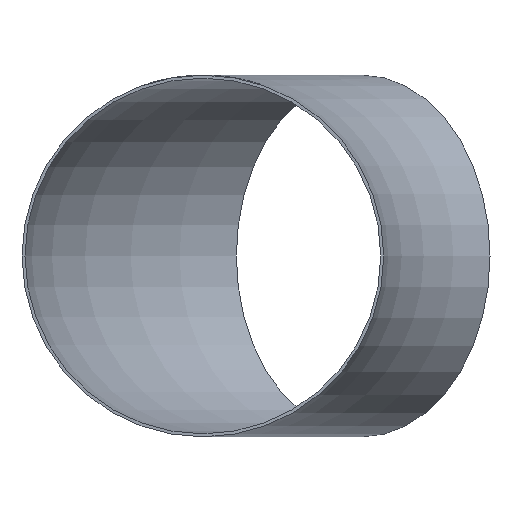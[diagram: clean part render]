
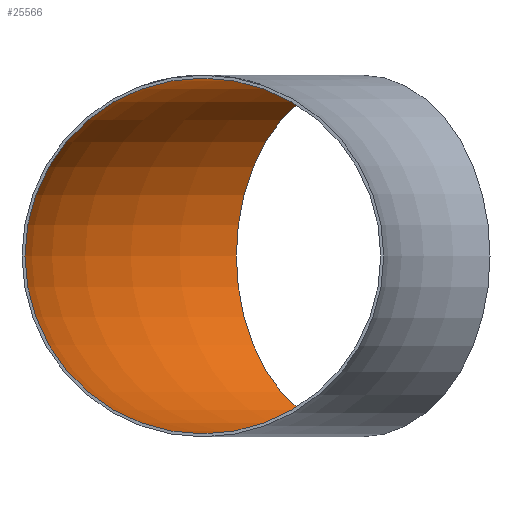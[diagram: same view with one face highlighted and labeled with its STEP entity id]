
A CAD part, front view. The second image highlights one B-rep face of the part: STEP entity #25566.
In plain terms, the highlighted toroidal (fillet/blend) face has major radius 914 mm and minor radius 299 mm.
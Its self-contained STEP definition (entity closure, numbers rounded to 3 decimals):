
#3590 = CIRCLE ( 'NONE', #14726, 299. ) ;
#3775 = VERTEX_POINT ( 'NONE', #34465 ) ;
#3802 = EDGE_LOOP ( 'NONE', ( #31268 ) ) ;
#5787 = FACE_OUTER_BOUND ( 'NONE', #3802, .T. ) ;
#6253 = VERTEX_POINT ( 'NONE', #6855 ) ;
#6855 = CARTESIAN_POINT ( 'NONE',  ( -914., 0., 299. ) ) ;
#8648 = DIRECTION ( 'NONE',  ( -1., 0., 0. ) ) ;
#14726 = AXIS2_PLACEMENT_3D ( 'NONE', #38116, #18973, #35041 ) ;
#17354 = EDGE_LOOP ( 'NONE', ( #20767 ) ) ;
#18333 = DIRECTION ( 'NONE',  ( 0., 0., -1. ) ) ;
#18973 = DIRECTION ( 'NONE',  ( 0., 1., 0. ) ) ;
#20102 = CIRCLE ( 'NONE', #22746, 299. ) ;
#20659 = CARTESIAN_POINT ( 'NONE',  ( -646.296, 646.296, 0. ) ) ;
#20767 = ORIENTED_EDGE ( 'NONE', *, *, #28010, .F. ) ;
#22746 = AXIS2_PLACEMENT_3D ( 'NONE', #20659, #36306, #30531 ) ;
#24608 = TOROIDAL_SURFACE ( 'NONE', #37081, 914., 299. ) ;
#25566 = ADVANCED_FACE ( 'NONE', ( #5787, #34408 ), #24608, .F. ) ;
#28010 = EDGE_CURVE ( 'NONE', #6253, #6253, #3590, .T. ) ;
#30531 = DIRECTION ( 'NONE',  ( -0.707, 0.707, 0. ) ) ;
#31268 = ORIENTED_EDGE ( 'NONE', *, *, #40139, .T. ) ;
#34408 = FACE_OUTER_BOUND ( 'NONE', #17354, .T. ) ;
#34465 = CARTESIAN_POINT ( 'NONE',  ( -857.721, 857.721, 0. ) ) ;
#35041 = DIRECTION ( 'NONE',  ( 0., 0., 1. ) ) ;
#36306 = DIRECTION ( 'NONE',  ( 0.707, 0.707, 0. ) ) ;
#36862 = CARTESIAN_POINT ( 'NONE',  ( 0., 0., 0. ) ) ;
#37081 = AXIS2_PLACEMENT_3D ( 'NONE', #36862, #18333, #8648 ) ;
#38116 = CARTESIAN_POINT ( 'NONE',  ( -914., 0., 0. ) ) ;
#40139 = EDGE_CURVE ( 'NONE', #3775, #3775, #20102, .T. ) ;
